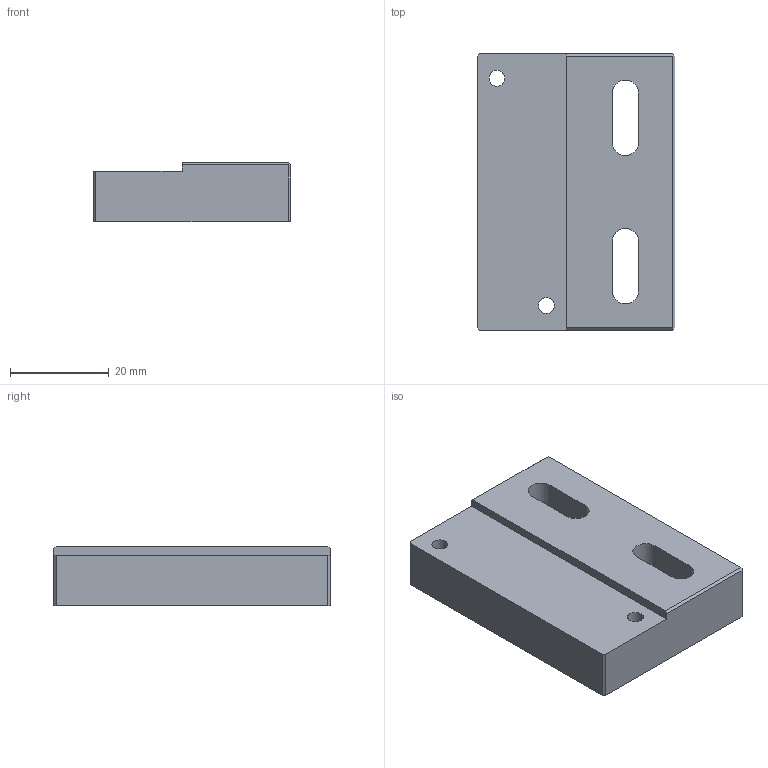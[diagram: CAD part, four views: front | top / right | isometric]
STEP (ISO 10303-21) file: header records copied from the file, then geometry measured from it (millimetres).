
FILE_DESCRIPTION((''),'2;1');
FILE_NAME('50-002019-00132','2020-01-08T16:41:14',('t.kolegar'),('Mechatronic Design & Solutions s.r.o.'),'CREO PARAMETRIC BY PTC INC, 2018020','CREO PARAMETRIC BY PTC INC, 2018020','');
FILE_SCHEMA(('CONFIG_CONTROL_DESIGN'));
Length unit declared in the file: millimetre
Products named in the file (1): 50-002019-00132
Bounding box: 40 x 56 x 12 mm (x, y, z)
Volume: 22039.5 mm3; surface area: 7764.4 mm2
Topology: 1 solids, 1 shells, 38 faces, 110 edges, 88 vertices
Faces by surface type: plane 24, cylinder 14
Entity records: 1289 total; most frequent: DIRECTION 216, CARTESIAN_POINT 215, ORIENTED_EDGE 198, EDGE_CURVE 99, VECTOR 82, LINE 82, AXIS2_PLACEMENT_3D 67, VERTEX_POINT 66
